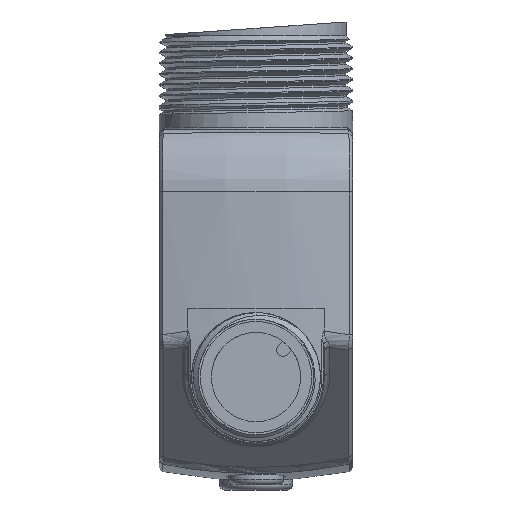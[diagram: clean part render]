
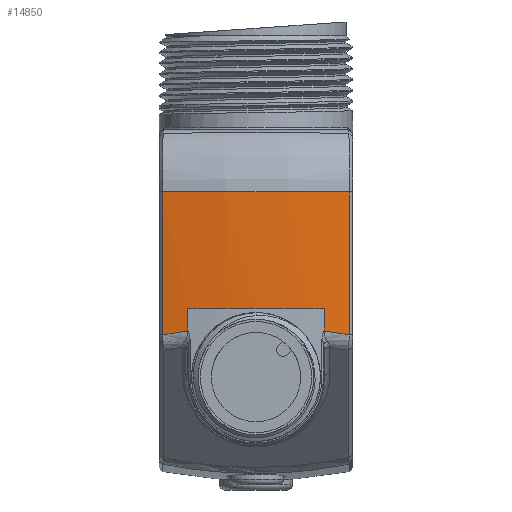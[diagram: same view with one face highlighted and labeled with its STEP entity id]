
A CAD part, front view. The second image highlights one B-rep face of the part: STEP entity #14850.
In plain terms, the highlighted free-form (B-spline) face has degree [3, 3] with [4, 6] control points.
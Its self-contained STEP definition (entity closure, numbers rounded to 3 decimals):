
#1056=CARTESIAN_POINT('',(8.669,-21.943,
-5.8));
#1058=CARTESIAN_POINT('',(0.,27.3,-5.8));
#1059=DIRECTION('',(0.,0.,-1.));
#1060=DIRECTION('',(0.173,-0.985,0.));
#1061=AXIS2_PLACEMENT_3D('',#1058,#1059,#1060);
#1097=DIRECTION('',(0.,0.,1.));
#1098=VECTOR('',#1097,2.075);
#1099=CARTESIAN_POINT('',(-6.349,-22.295,
-18.725));
#1100=LINE('',#1099,#1098);
#1101=CARTESIAN_POINT('',(-6.349,-22.295,
-18.725));
#1102=CARTESIAN_POINT('',(-6.608,-22.262,
-18.757));
#1103=CARTESIAN_POINT('',(-7.124,-22.192,
-18.824));
#1104=CARTESIAN_POINT('',(-7.898,-22.074,
-18.937));
#1105=CARTESIAN_POINT('',(-8.412,-21.988,
-19.02));
#1106=CARTESIAN_POINT('',(-8.669,-21.943,
-19.064));
#1108=DIRECTION('',(0.,0.,1.));
#1109=VECTOR('',#1108,13.264);
#1110=CARTESIAN_POINT('',(-8.669,-21.943,
-19.064));
#1111=LINE('',#1110,#1109);
#1112=DIRECTION('',(0.,0.,-1.));
#1113=VECTOR('',#1112,13.264);
#1114=CARTESIAN_POINT('',(8.669,-21.943,
-5.8));
#1115=LINE('',#1114,#1113);
#1116=CARTESIAN_POINT('',(8.669,-21.943,
-19.064));
#1117=CARTESIAN_POINT('',(8.413,-21.988,
-19.02));
#1118=CARTESIAN_POINT('',(7.898,-22.074,
-18.937));
#1119=CARTESIAN_POINT('',(7.125,-22.192,
-18.824));
#1120=CARTESIAN_POINT('',(6.609,-22.262,
-18.757));
#1121=CARTESIAN_POINT('',(6.35,-22.295,
-18.725));
#1123=DIRECTION('',(0.,0.,-1.));
#1124=VECTOR('',#1123,2.075);
#1125=CARTESIAN_POINT('',(6.35,-22.295,-16.65));
#1126=LINE('',#1125,#1124);
#1127=CARTESIAN_POINT('',(0.,27.3,-16.65));
#1128=DIRECTION('',(0.,0.,1.));
#1129=DIRECTION('',(0.,-1.,0.));
#1130=AXIS2_PLACEMENT_3D('',#1127,#1128,#1129);
#1132=CARTESIAN_POINT('',(0.,27.3,-16.65));
#1133=DIRECTION('',(0.,0.,1.));
#1134=DIRECTION('',(-0.127,-0.992,0.));
#1135=AXIS2_PLACEMENT_3D('',#1132,#1133,#1134);
#1299=CARTESIAN_POINT('',(-8.669,-21.943,
-19.064));
#12401=VERTEX_POINT('',#1056);
#12404=CARTESIAN_POINT('',(8.669,-21.943,
-19.064));
#12405=VERTEX_POINT('',#12404);
#12463=VERTEX_POINT('',#1299);
#12466=CARTESIAN_POINT('',(-8.669,-21.943,
-5.8));
#12467=VERTEX_POINT('',#12466);
#12474=CARTESIAN_POINT('',(-6.35,-22.295,-16.65));
#12475=CARTESIAN_POINT('',(0.,-22.7,-16.65));
#12476=VERTEX_POINT('',#12474);
#12477=VERTEX_POINT('',#12475);
#12478=CARTESIAN_POINT('',(6.35,-22.295,-16.65));
#12479=VERTEX_POINT('',#12478);
#12628=CARTESIAN_POINT('',(-6.349,-22.295,
-18.725));
#12629=VERTEX_POINT('',#12628);
#12630=CARTESIAN_POINT('',(6.35,-22.295,
-18.725));
#12631=VERTEX_POINT('',#12630);
#14808=CARTESIAN_POINT('',(-9.012,-21.881,
-19.329));
#14809=CARTESIAN_POINT('',(-9.012,-21.881,
-19.274));
#14810=CARTESIAN_POINT('',(-9.012,-21.881,
-14.765));
#14811=CARTESIAN_POINT('',(-9.012,-21.881,
-10.167));
#14812=CARTESIAN_POINT('',(-9.012,-21.881,
-5.623));
#14813=CARTESIAN_POINT('',(-9.012,-21.881,
-5.535));
#14814=CARTESIAN_POINT('',(-3.037,-22.976,
-19.329));
#14815=CARTESIAN_POINT('',(-3.037,-22.976,
-19.274));
#14816=CARTESIAN_POINT('',(-3.037,-22.976,
-14.765));
#14817=CARTESIAN_POINT('',(-3.037,-22.976,
-10.167));
#14818=CARTESIAN_POINT('',(-3.037,-22.976,
-5.623));
#14819=CARTESIAN_POINT('',(-3.037,-22.976,
-5.535));
#14820=CARTESIAN_POINT('',(3.037,-22.976,
-19.329));
#14821=CARTESIAN_POINT('',(3.037,-22.976,
-19.274));
#14822=CARTESIAN_POINT('',(3.037,-22.976,
-14.765));
#14823=CARTESIAN_POINT('',(3.037,-22.976,
-10.167));
#14824=CARTESIAN_POINT('',(3.037,-22.976,
-5.623));
#14825=CARTESIAN_POINT('',(3.037,-22.976,
-5.535));
#14826=CARTESIAN_POINT('',(9.012,-21.881,
-19.329));
#14827=CARTESIAN_POINT('',(9.012,-21.881,
-19.274));
#14828=CARTESIAN_POINT('',(9.012,-21.881,
-14.765));
#14829=CARTESIAN_POINT('',(9.012,-21.881,
-10.167));
#14830=CARTESIAN_POINT('',(9.012,-21.881,
-5.623));
#14831=CARTESIAN_POINT('',(9.012,-21.881,
-5.535));
#14832=(BOUNDED_SURFACE()B_SPLINE_SURFACE(3,3,((#14808,#14809,#14810,#14811,
#14812,#14813),(#14814,#14815,#14816,#14817,#14818,#14819),(#14820,#14821,
#14822,#14823,#14824,#14825),(#14826,#14827,#14828,#14829,#14830,#14831)),
.UNSPECIFIED.,.F.,.F.,.F.)B_SPLINE_SURFACE_WITH_KNOTS((4,4),(4,1,1,4),(0.,
1.),(-0.012,0.,1.,1.02),.UNSPECIFIED.)GEOMETRIC_REPRESENTATION_ITEM()RATIONAL_B_SPLINE_SURFACE(((1.008,1.008,
1.008,1.008,1.008,1.008),(
0.997,0.997,0.997,0.997,
0.997,0.997),(0.997,0.997,
0.997,0.997,0.997,0.997),(
1.008,1.008,1.008,1.008,
1.008,1.008)))REPRESENTATION_ITEM('')SURFACE());
#14834=ORIENTED_EDGE('',*,*,#14833,.F.);
#14836=ORIENTED_EDGE('',*,*,#14835,.T.);
#14837=ORIENTED_EDGE('',*,*,#14663,.T.);
#14838=ORIENTED_EDGE('',*,*,#14801,.F.);
#14839=ORIENTED_EDGE('',*,*,#13998,.T.);
#14841=ORIENTED_EDGE('',*,*,#14840,.T.);
#14843=ORIENTED_EDGE('',*,*,#14842,.F.);
#14845=ORIENTED_EDGE('',*,*,#14844,.F.);
#14847=ORIENTED_EDGE('',*,*,#14846,.F.);
#14848=EDGE_LOOP('',(#14834,#14836,#14837,#14838,#14839,#14841,#14843,#14845,
#14847));
#14849=FACE_OUTER_BOUND('',#14848,.F.);
#14850=ADVANCED_FACE('',(#14849),#14832,.T.);
#1062=CIRCLE('',#1061,50.);
#1107=B_SPLINE_CURVE_WITH_KNOTS('',3,(#1101,#1102,#1103,#1104,#1105,#1106),
.UNSPECIFIED.,.F.,.F.,(4,1,1,4),(0.,0.333,0.667,1.),
.UNSPECIFIED.);
#1122=B_SPLINE_CURVE_WITH_KNOTS('',3,(#1116,#1117,#1118,#1119,#1120,#1121),
.UNSPECIFIED.,.F.,.F.,(4,1,1,4),(0.,0.333,0.667,1.),
.UNSPECIFIED.);
#1131=CIRCLE('',#1130,50.);
#1136=CIRCLE('',#1135,50.);
#13998=EDGE_CURVE('',#12401,#12405,#1115,.T.);
#14663=EDGE_CURVE('',#12463,#12467,#1111,.T.);
#14801=EDGE_CURVE('',#12401,#12467,#1062,.T.);
#14833=EDGE_CURVE('',#12629,#12476,#1100,.T.);
#14835=EDGE_CURVE('',#12629,#12463,#1107,.T.);
#14840=EDGE_CURVE('',#12405,#12631,#1122,.T.);
#14842=EDGE_CURVE('',#12479,#12631,#1126,.T.);
#14844=EDGE_CURVE('',#12477,#12479,#1131,.T.);
#14846=EDGE_CURVE('',#12476,#12477,#1136,.T.);
